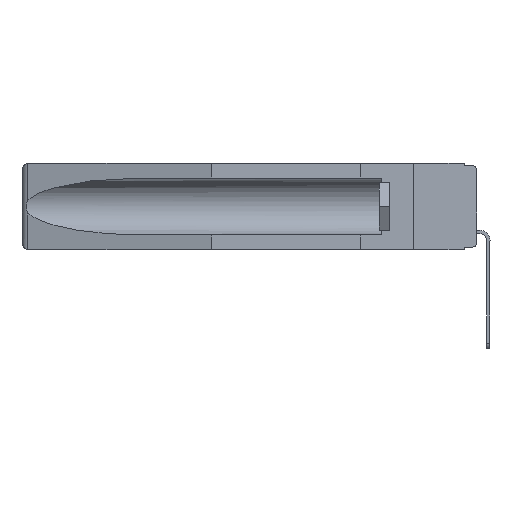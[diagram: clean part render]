
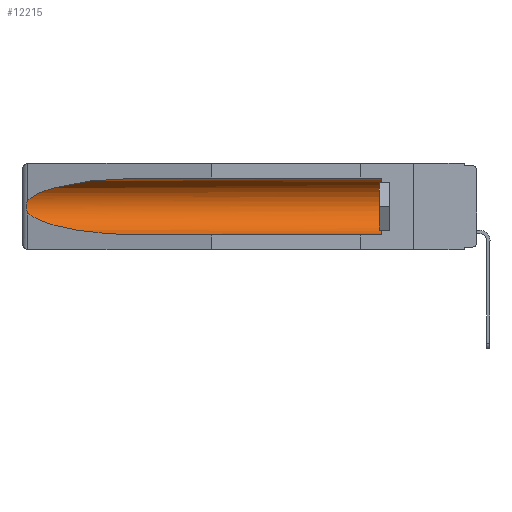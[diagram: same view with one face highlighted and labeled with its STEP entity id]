
A CAD part, left-side view. The second image highlights one B-rep face of the part: STEP entity #12215.
In plain terms, the highlighted cylindrical face has radius 2.857 mm (diameter 5.715 mm), a partial arc.
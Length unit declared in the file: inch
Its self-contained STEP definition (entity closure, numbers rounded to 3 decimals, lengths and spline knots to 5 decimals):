
#569 = FACE_OUTER_BOUND ( 'NONE', #20611, .T. ) ;
#1090 = VERTEX_POINT ( 'NONE', #11401 ) ;
#1398 = DIRECTION ( 'NONE',  ( 0., -1., 0. ) ) ;
#1595 =( BOUNDED_CURVE ( )  B_SPLINE_CURVE ( 3, ( #13172, #15321, #19625, #10695 ),
 .UNSPECIFIED., .F., .F. ) 
 B_SPLINE_CURVE_WITH_KNOTS ( ( 4, 4 ),
 ( 4.71239, 6.08839 ),
 .UNSPECIFIED. ) 
 CURVE ( )  GEOMETRIC_REPRESENTATION_ITEM ( )  RATIONAL_B_SPLINE_CURVE ( ( 1., 0.848, 0.848, 1. ) ) 
 REPRESENTATION_ITEM ( '' )  );
#2229 = CYLINDRICAL_SURFACE ( 'NONE', #2564, 0.1125 ) ;
#2398 = CARTESIAN_POINT ( 'NONE',  ( 0.26537, 1.52718, -0.19328 ) ) ;
#2425 =( BOUNDED_CURVE ( )  B_SPLINE_CURVE ( 3, ( #2398, #6961, #6869, #15060 ),
 .UNSPECIFIED., .F., .F. ) 
 B_SPLINE_CURVE_WITH_KNOTS ( ( 4, 4 ),
 ( 0.1948, 1.5708 ),
 .UNSPECIFIED. ) 
 CURVE ( )  GEOMETRIC_REPRESENTATION_ITEM ( )  RATIONAL_B_SPLINE_CURVE ( ( 1., 0.848, 0.848, 1. ) ) 
 REPRESENTATION_ITEM ( '' )  );
#2564 = AXIS2_PLACEMENT_3D ( 'NONE', #7208, #5159, #11481 ) ;
#2611 = CARTESIAN_POINT ( 'NONE',  ( 0.155, 1.07973, -0.059 ) ) ;
#2638 = CARTESIAN_POINT ( 'NONE',  ( 0.26537, 1.52718, -0.19328 ) ) ;
#2786 = ORIENTED_EDGE ( 'NONE', *, *, #6707, .F. ) ;
#3017 = CARTESIAN_POINT ( 'NONE',  ( 0.26597, 1.52961, -0.15275 ) ) ;
#3734 = CARTESIAN_POINT ( 'NONE',  ( 0.155, 0.126, -0.1715 ) ) ;
#5159 = DIRECTION ( 'NONE',  ( 0., 1., 0. ) ) ;
#5258 = ORIENTED_EDGE ( 'NONE', *, *, #23176, .T. ) ;
#5610 = VERTEX_POINT ( 'NONE', #22084 ) ;
#6506 = EDGE_CURVE ( 'NONE', #22596, #9437, #11381, .T. ) ;
#6707 = EDGE_CURVE ( 'NONE', #22596, #1090, #9545, .T. ) ;
#6869 = CARTESIAN_POINT ( 'NONE',  ( 0.21114, 1.30732, -0.284 ) ) ;
#6961 = CARTESIAN_POINT ( 'NONE',  ( 0.25451, 1.48313, -0.24835 ) ) ;
#7083 = ORIENTED_EDGE ( 'NONE', *, *, #9673, .T. ) ;
#7208 = CARTESIAN_POINT ( 'NONE',  ( 0.155, -0.30754, -0.1715 ) ) ;
#8022 = DIRECTION ( 'NONE',  ( 0., 0., 1. ) ) ;
#8134 = EDGE_CURVE ( 'NONE', #16014, #10109, #1595, .T. ) ;
#8557 = DIRECTION ( 'NONE',  ( 0., 1., 0. ) ) ;
#9240 = CARTESIAN_POINT ( 'NONE',  ( 0.2675, 1.53308, -0.17534 ) ) ;
#9437 = VERTEX_POINT ( 'NONE', #21304 ) ;
#9545 = LINE ( 'NONE', #23254, #17200 ) ;
#9673 = EDGE_CURVE ( 'NONE', #10109, #5610, #19332, .T. ) ;
#10109 = VERTEX_POINT ( 'NONE', #25425 ) ;
#10695 = CARTESIAN_POINT ( 'NONE',  ( 0.26537, 1.52718, -0.14972 ) ) ;
#11118 = ORIENTED_EDGE ( 'NONE', *, *, #6506, .T. ) ;
#11381 = CIRCLE ( 'NONE', #14611, 0.1125 ) ;
#11390 = CARTESIAN_POINT ( 'NONE',  ( 0.2673, 1.5327, -0.16383 ) ) ;
#11401 = CARTESIAN_POINT ( 'NONE',  ( 0.155, 1.07973, -0.284 ) ) ;
#11439 = ORIENTED_EDGE ( 'NONE', *, *, #22970, .T. ) ;
#11481 = DIRECTION ( 'NONE',  ( 0., 0., 1. ) ) ;
#12215 = ADVANCED_FACE ( 'NONE', ( #569 ), #2229, .F. ) ;
#13172 = CARTESIAN_POINT ( 'NONE',  ( 0.155, 1.07973, -0.059 ) ) ;
#13663 = LINE ( 'NONE', #14214, #17663 ) ;
#13724 = CARTESIAN_POINT ( 'NONE',  ( 0.26655, 1.53094, -0.18657 ) ) ;
#14214 = CARTESIAN_POINT ( 'NONE',  ( 0.155, -0.30754, -0.059 ) ) ;
#14611 = AXIS2_PLACEMENT_3D ( 'NONE', #3734, #1398, #8022 ) ;
#15060 = CARTESIAN_POINT ( 'NONE',  ( 0.155, 1.07973, -0.284 ) ) ;
#15215 = ORIENTED_EDGE ( 'NONE', *, *, #8134, .T. ) ;
#15321 = CARTESIAN_POINT ( 'NONE',  ( 0.21114, 1.30732, -0.059 ) ) ;
#15385 = CARTESIAN_POINT ( 'NONE',  ( 0.26597, 1.5296, -0.19026 ) ) ;
#15749 = CARTESIAN_POINT ( 'NONE',  ( 0.26537, 1.52718, -0.14972 ) ) ;
#16014 = VERTEX_POINT ( 'NONE', #2611 ) ;
#16883 = CARTESIAN_POINT ( 'NONE',  ( 0.155, 0.126, -0.284 ) ) ;
#17200 = VECTOR ( 'NONE', #8557, 39.37008 ) ;
#17663 = VECTOR ( 'NONE', #22609, 39.37008 ) ;
#19332 = B_SPLINE_CURVE_WITH_KNOTS ( 'NONE', 3,
 ( #15749, #3017, #19789, #11390, #26348, #9240, #21830, #13724, #15385, #2638 ),
 .UNSPECIFIED., .F., .F.,
 ( 4, 2, 2, 2, 4 ),
 ( 0., 0.00029, 0.00058, 0.00087, 0.00117 ),
 .UNSPECIFIED. ) ;
#19625 = CARTESIAN_POINT ( 'NONE',  ( 0.25451, 1.48313, -0.09465 ) ) ;
#19789 = CARTESIAN_POINT ( 'NONE',  ( 0.26654, 1.53092, -0.15636 ) ) ;
#20611 = EDGE_LOOP ( 'NONE', ( #15215, #7083, #11439, #2786, #11118, #5258 ) ) ;
#21304 = CARTESIAN_POINT ( 'NONE',  ( 0.155, 0.126, -0.059 ) ) ;
#21830 = CARTESIAN_POINT ( 'NONE',  ( 0.2673, 1.53269, -0.17917 ) ) ;
#22084 = CARTESIAN_POINT ( 'NONE',  ( 0.26537, 1.52718, -0.19328 ) ) ;
#22596 = VERTEX_POINT ( 'NONE', #16883 ) ;
#22609 = DIRECTION ( 'NONE',  ( 0., 1., 0. ) ) ;
#22970 = EDGE_CURVE ( 'NONE', #5610, #1090, #2425, .T. ) ;
#23176 = EDGE_CURVE ( 'NONE', #9437, #16014, #13663, .T. ) ;
#23254 = CARTESIAN_POINT ( 'NONE',  ( 0.155, -0.30754, -0.284 ) ) ;
#25425 = CARTESIAN_POINT ( 'NONE',  ( 0.26537, 1.52718, -0.14972 ) ) ;
#26348 = CARTESIAN_POINT ( 'NONE',  ( 0.2675, 1.53308, -0.16763 ) ) ;
